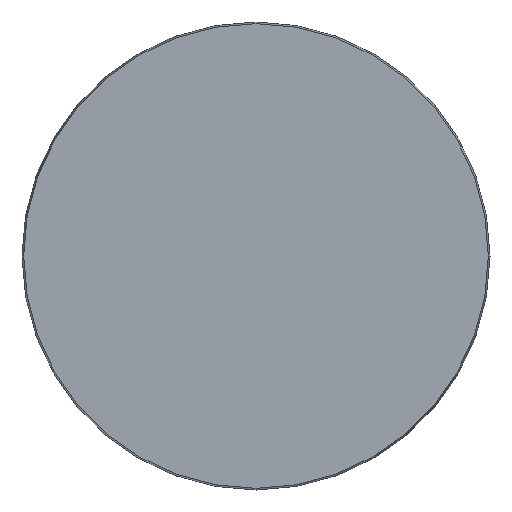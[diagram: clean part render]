
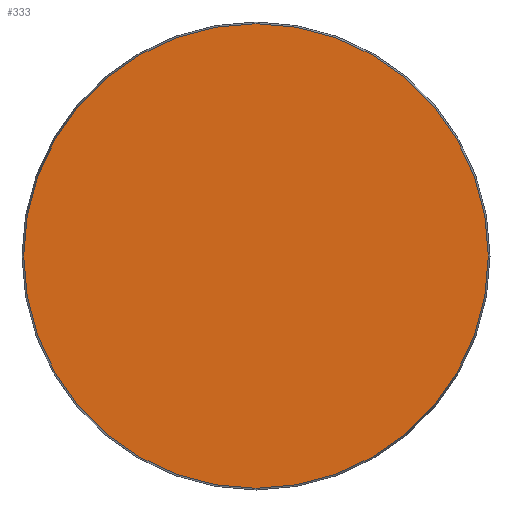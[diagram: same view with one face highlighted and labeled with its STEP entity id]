
A CAD part, front view. The second image highlights one B-rep face of the part: STEP entity #333.
In plain terms, the highlighted planar face has unit normal (0, -1, 0).
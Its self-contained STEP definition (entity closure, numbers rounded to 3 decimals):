
#17 = CIRCLE ( 'NONE', #627, 78.425 ) ;
#128 = DIRECTION ( 'NONE',  ( 0., -1., 0. ) ) ;
#148 = ORIENTED_EDGE ( 'NONE', *, *, #528, .T. ) ;
#223 = EDGE_LOOP ( 'NONE', ( #148 ) ) ;
#253 = CARTESIAN_POINT ( 'NONE',  ( 0., 0., 0. ) ) ;
#276 = VERTEX_POINT ( 'NONE', #626 ) ;
#316 = DIRECTION ( 'NONE',  ( 0., 0., -1. ) ) ;
#333 = ADVANCED_FACE ( 'NONE', ( #375 ), #581, .F. ) ;
#352 = DIRECTION ( 'NONE',  ( 0., 0., 1. ) ) ;
#375 = FACE_OUTER_BOUND ( 'NONE', #223, .T. ) ;
#388 = AXIS2_PLACEMENT_3D ( 'NONE', #583, #418, #352 ) ;
#418 = DIRECTION ( 'NONE',  ( 0., 1., 0. ) ) ;
#528 = EDGE_CURVE ( 'NONE', #276, #276, #17, .T. ) ;
#581 = PLANE ( 'NONE',  #388 ) ;
#583 = CARTESIAN_POINT ( 'NONE',  ( -78.425, 0., 0. ) ) ;
#626 = CARTESIAN_POINT ( 'NONE',  ( 0., 0., -78.425 ) ) ;
#627 = AXIS2_PLACEMENT_3D ( 'NONE', #253, #128, #316 ) ;
